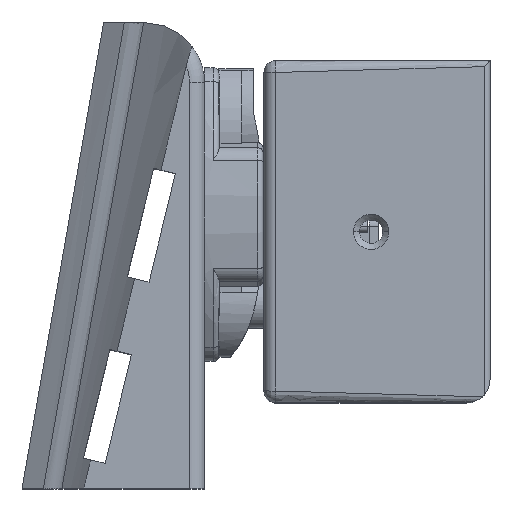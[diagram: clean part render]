
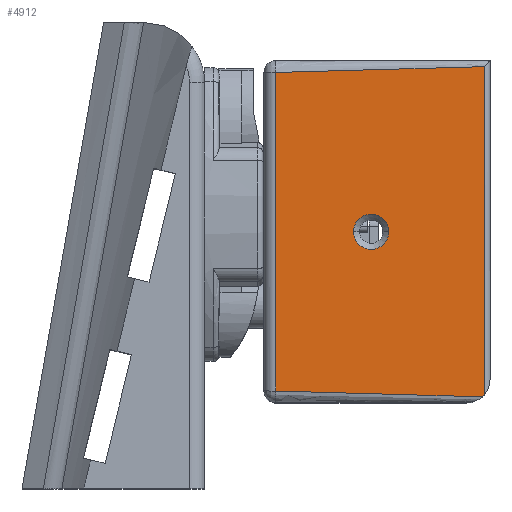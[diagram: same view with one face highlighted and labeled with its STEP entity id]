
A CAD part, top view. The second image highlights one B-rep face of the part: STEP entity #4912.
In plain terms, the highlighted face is planar.
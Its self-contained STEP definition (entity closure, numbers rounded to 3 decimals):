
#79 = EDGE_CURVE ( 'NONE', #3126, #16153, #7330, .T. ) ;
#338 = EDGE_CURVE ( 'NONE', #10304, #20905, #16506, .T. ) ;
#653 = VECTOR ( 'NONE', #8864, 1000. ) ;
#1130 = VERTEX_POINT ( 'NONE', #15742 ) ;
#1759 = CARTESIAN_POINT ( 'NONE',  ( 18.5, -1.996, -30.15 ) ) ;
#1806 = CARTESIAN_POINT ( 'NONE',  ( 18.5, 26.125, -14.25 ) ) ;
#2119 = AXIS2_PLACEMENT_3D ( 'NONE', #3619, #16000, #3443 ) ;
#2437 = CARTESIAN_POINT ( 'NONE',  ( 18.5, 53.258, 5. ) ) ;
#2582 = CARTESIAN_POINT ( 'NONE',  ( 18.5, 54.248, -30.5 ) ) ;
#2789 = DIRECTION ( 'NONE',  ( 1., 0., 0. ) ) ;
#3126 = VERTEX_POINT ( 'NONE', #22366 ) ;
#3158 = PLANE ( 'NONE',  #13426 ) ;
#3443 = DIRECTION ( 'NONE',  ( 0., 0., -1. ) ) ;
#3619 = CARTESIAN_POINT ( 'NONE',  ( 18.5, 1., -27.5 ) ) ;
#4912 = ADVANCED_FACE ( 'NONE', ( #13294, #22527 ), #3158, .T. ) ;
#5119 = ORIENTED_EDGE ( 'NONE', *, *, #21729, .T. ) ;
#5120 = ORIENTED_EDGE ( 'NONE', *, *, #20422, .T. ) ;
#5254 = EDGE_LOOP ( 'NONE', ( #5119, #26124 ) ) ;
#5340 = CARTESIAN_POINT ( 'NONE',  ( 18.5, -1.996, -30.15 ) ) ;
#5560 = EDGE_CURVE ( 'NONE', #9856, #25731, #16137, .T. ) ;
#6300 = VECTOR ( 'NONE', #20569, 1000. ) ;
#6308 = CARTESIAN_POINT ( 'NONE',  ( 18.5, 26.125, -11.25 ) ) ;
#6330 = DIRECTION ( 'NONE',  ( -1., 0., 0. ) ) ;
#6398 = CARTESIAN_POINT ( 'NONE',  ( 18.5, 54.248, -30.5 ) ) ;
#6508 = DIRECTION ( 'NONE',  ( 0., 0., -1. ) ) ;
#7106 = CARTESIAN_POINT ( 'NONE',  ( 18.5, 0., 0. ) ) ;
#7330 = CIRCLE ( 'NONE', #10760, 3. ) ;
#7466 = ORIENTED_EDGE ( 'NONE', *, *, #338, .T. ) ;
#8144 = EDGE_LOOP ( 'NONE', ( #17030, #24108, #11366, #5120, #7466 ) ) ;
#8684 = B_SPLINE_CURVE_WITH_KNOTS ( 'NONE', 3,
 ( #6398, #23578, #23486, #2437 ),
 .UNSPECIFIED., .F., .F.,
 ( 4, 4 ),
 ( -0.038, -0.002 ),
 .UNSPECIFIED. ) ;
#8864 = DIRECTION ( 'NONE',  ( 0., -1., 0. ) ) ;
#9342 = CARTESIAN_POINT ( 'NONE',  ( 18.5, -1.008, 5. ) ) ;
#9612 = CIRCLE ( 'NONE', #2119, 4. ) ;
#9856 = VERTEX_POINT ( 'NONE', #26083 ) ;
#10075 = CIRCLE ( 'NONE', #23978, 3. ) ;
#10304 = VERTEX_POINT ( 'NONE', #23841 ) ;
#10707 = DIRECTION ( 'NONE',  ( 0., 0., -1. ) ) ;
#10760 = AXIS2_PLACEMENT_3D ( 'NONE', #6308, #25141, #10707 ) ;
#11366 = ORIENTED_EDGE ( 'NONE', *, *, #15025, .T. ) ;
#11836 = LINE ( 'NONE', #25413, #653 ) ;
#12035 = CARTESIAN_POINT ( 'NONE',  ( 18.5, 54.25, -30.5 ) ) ;
#13294 = FACE_BOUND ( 'NONE', #5254, .T. ) ;
#13426 = AXIS2_PLACEMENT_3D ( 'NONE', #7106, #2789, #17838 ) ;
#13470 = CARTESIAN_POINT ( 'NONE',  ( 18.5, -1.098, -6.717 ) ) ;
#15025 = EDGE_CURVE ( 'NONE', #25731, #1130, #8684, .T. ) ;
#15742 = CARTESIAN_POINT ( 'NONE',  ( 18.5, 53.258, 5. ) ) ;
#16000 = DIRECTION ( 'NONE',  ( 1., 0., 0. ) ) ;
#16137 = LINE ( 'NONE', #12035, #6300 ) ;
#16153 = VERTEX_POINT ( 'NONE', #1806 ) ;
#16506 = B_SPLINE_CURVE_WITH_KNOTS ( 'NONE', 3,
 ( #9342, #13470, #25992, #5340 ),
 .UNSPECIFIED., .F., .F.,
 ( 4, 4 ),
 ( 0.002, 0.037 ),
 .UNSPECIFIED. ) ;
#17030 = ORIENTED_EDGE ( 'NONE', *, *, #27146, .T. ) ;
#17838 = DIRECTION ( 'NONE',  ( 0., 0., -1. ) ) ;
#18886 = CARTESIAN_POINT ( 'NONE',  ( 18.5, 26.125, -11.25 ) ) ;
#20422 = EDGE_CURVE ( 'NONE', #1130, #10304, #11836, .T. ) ;
#20569 = DIRECTION ( 'NONE',  ( 0., 1., 0. ) ) ;
#20905 = VERTEX_POINT ( 'NONE', #1759 ) ;
#21729 = EDGE_CURVE ( 'NONE', #16153, #3126, #10075, .T. ) ;
#22366 = CARTESIAN_POINT ( 'NONE',  ( 18.5, 26.125, -8.25 ) ) ;
#22527 = FACE_OUTER_BOUND ( 'NONE', #8144, .T. ) ;
#23486 = CARTESIAN_POINT ( 'NONE',  ( 18.5, 53.349, -6.833 ) ) ;
#23578 = CARTESIAN_POINT ( 'NONE',  ( 18.5, 54.201, -18.667 ) ) ;
#23841 = CARTESIAN_POINT ( 'NONE',  ( 18.5, -1.008, 5. ) ) ;
#23978 = AXIS2_PLACEMENT_3D ( 'NONE', #18886, #6330, #6508 ) ;
#24108 = ORIENTED_EDGE ( 'NONE', *, *, #5560, .T. ) ;
#25141 = DIRECTION ( 'NONE',  ( -1., 0., 0. ) ) ;
#25413 = CARTESIAN_POINT ( 'NONE',  ( 18.5, -1., 5. ) ) ;
#25731 = VERTEX_POINT ( 'NONE', #2582 ) ;
#25992 = CARTESIAN_POINT ( 'NONE',  ( 18.5, -1.935, -18.433 ) ) ;
#26083 = CARTESIAN_POINT ( 'NONE',  ( 18.5, -1.646, -30.5 ) ) ;
#26124 = ORIENTED_EDGE ( 'NONE', *, *, #79, .T. ) ;
#27146 = EDGE_CURVE ( 'NONE', #20905, #9856, #9612, .T. ) ;
